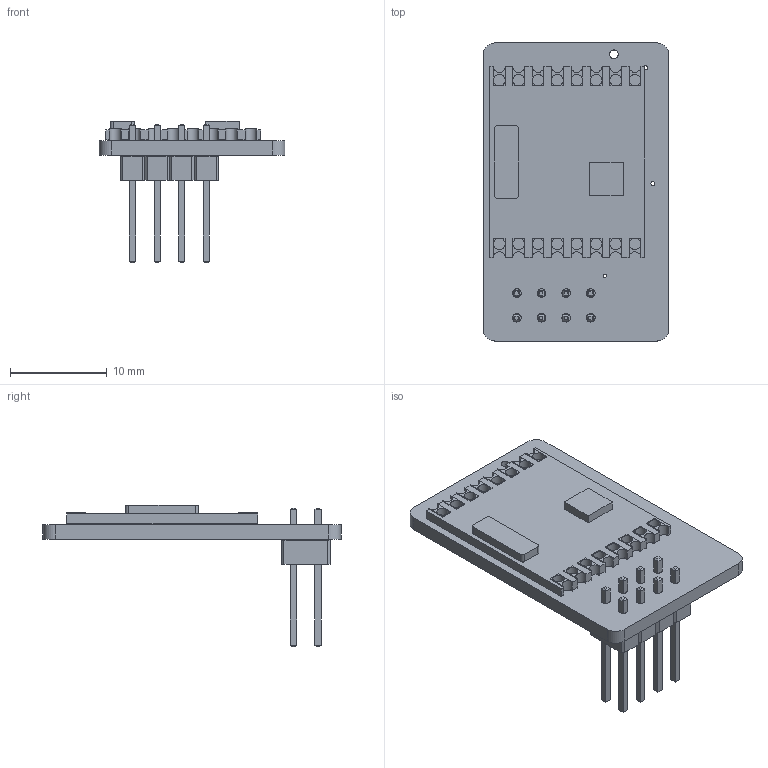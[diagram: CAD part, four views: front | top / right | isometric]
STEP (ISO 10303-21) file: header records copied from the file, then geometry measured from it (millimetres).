
FILE_DESCRIPTION(('FreeCAD Model'),'2;1');
FILE_NAME('nrf24l01_to_rfm69w_adapter.step','2016-12-09T13:50:55',( 'Author'),(''),'Open CASCADE STEP processor 6.8','FreeCAD','Unknown' );
FILE_SCHEMA(('AUTOMOTIVE_DESIGN_CC2 { 1 2 10303 214 -1 1 5 4 }'));
Length unit declared in the file: millimetre
Products named in the file (2): ASSEMBLY; nrf24l01_to_rfm69w_adapter
Assembly tree (1 placements, depth 2):
  ASSEMBLY
    nrf24l01_to_rfm69w_adapter
Bounding box: 19.18 x 30.77 x 14.6 mm (x, y, z)
Volume: 1353.3 mm3; surface area: 2542.2 mm2
Topology: 1 solids, 1 shells, 447 faces, 1365 edges, 830 vertices
Faces by surface type: plane 370, cylinder 77
Full cylindrical faces by diameter (mm): 0.33 x7, 0.406 x3, 0.89 x2, 0.9 x1, 1.2 x16
Entity records: 43418 total; most frequent: CARTESIAN_POINT 13966, DIRECTION 4593, LINE 2993, VECTOR 2993, ORIENTED_EDGE 2730, PCURVE 2730, DEFINITIONAL_REPRESENTATION 2730, EDGE_CURVE 1365
